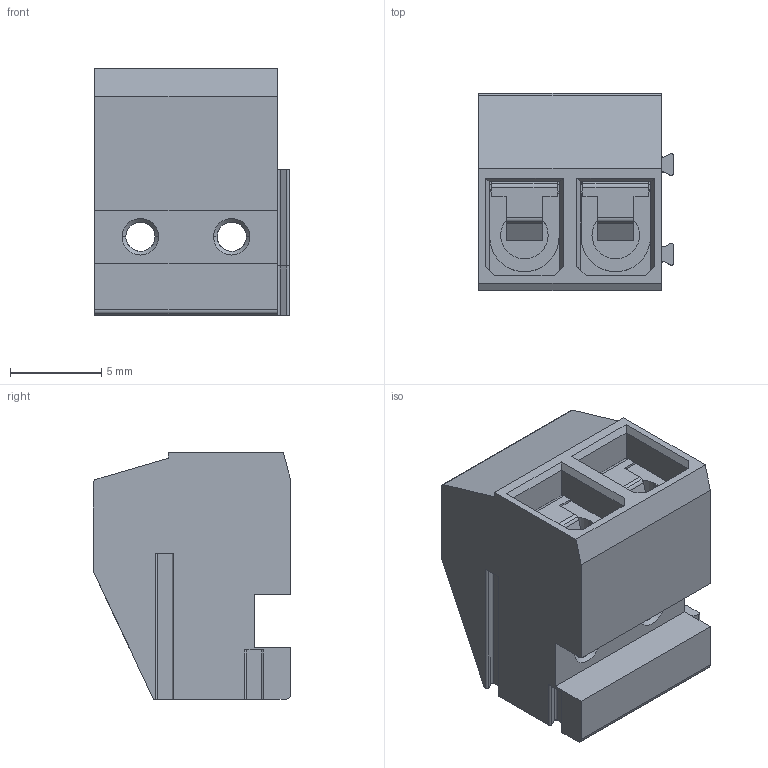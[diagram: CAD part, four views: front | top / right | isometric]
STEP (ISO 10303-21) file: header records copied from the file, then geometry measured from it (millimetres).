
FILE_DESCRIPTION((''),'2;1');
FILE_NAME('11169.1_PKB130_2_50.stp','2006-06-21T13:12:55',(''),(''),'AutoCAD STEP 2000i','AutoCAD 2000i',', , ');
FILE_SCHEMA(('CONFIG_CONTROL_DESIGN'));
Length unit declared in the file: millimetre
Products named in the file (3): 3DMODELLAK130; AK130_BLA; AK130_BL
Bounding box: 10.65 x 10.8 x 13.5 mm (x, y, z)
Volume: 888.4 mm3; surface area: 1599 mm2
Topology: 1 solids, 1 shells, 283 faces, 846 edges, 563 vertices
Faces by surface type: plane 136, cylinder 114, cone 18, torus 10, bspline 5
Entity records: 10552 total; most frequent: CARTESIAN_POINT 2576, ORIENTED_EDGE 1692, DIRECTION 1624, EDGE_CURVE 846, AXIS2_PLACEMENT_3D 574, VERTEX_POINT 563, VECTOR 476, LINE 476
